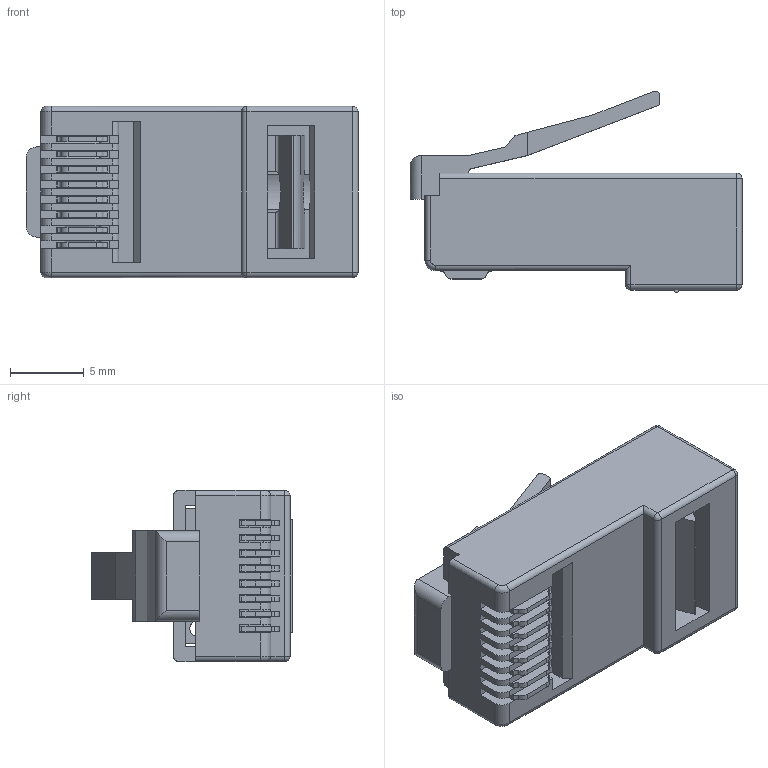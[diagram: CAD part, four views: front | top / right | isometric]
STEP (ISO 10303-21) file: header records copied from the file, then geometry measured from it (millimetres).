
FILE_DESCRIPTION (( 'STEP AP203' ), '1' );
FILE_NAME ('810100703387_3D.STEP', '2022-07-26T21:31:17', ( '' ), ( '' ), 'SwSTEP 2.0', 'SolidWorks 2021', '' );
FILE_SCHEMA (( 'CONFIG_CONTROL_DESIGN' ));
Length unit declared in the file: inch
Products named in the file (1): 810100703387_3D
Bounding box: 22.5 x 13.66 x 11.6 mm (x, y, z)
Volume: 1011.9 mm3; surface area: 2545 mm2
Topology: 10 solids, 10 shells, 499 faces, 1478 edges, 972 vertices
Faces by surface type: plane 348, cylinder 127, bspline 19, torus 5
Entity records: 17321 total; most frequent: CARTESIAN_POINT 3935, ORIENTED_EDGE 2956, DIRECTION 2580, EDGE_CURVE 1478, VECTOR 1138, LINE 1138, VERTEX_POINT 972, AXIS2_PLACEMENT_3D 721
